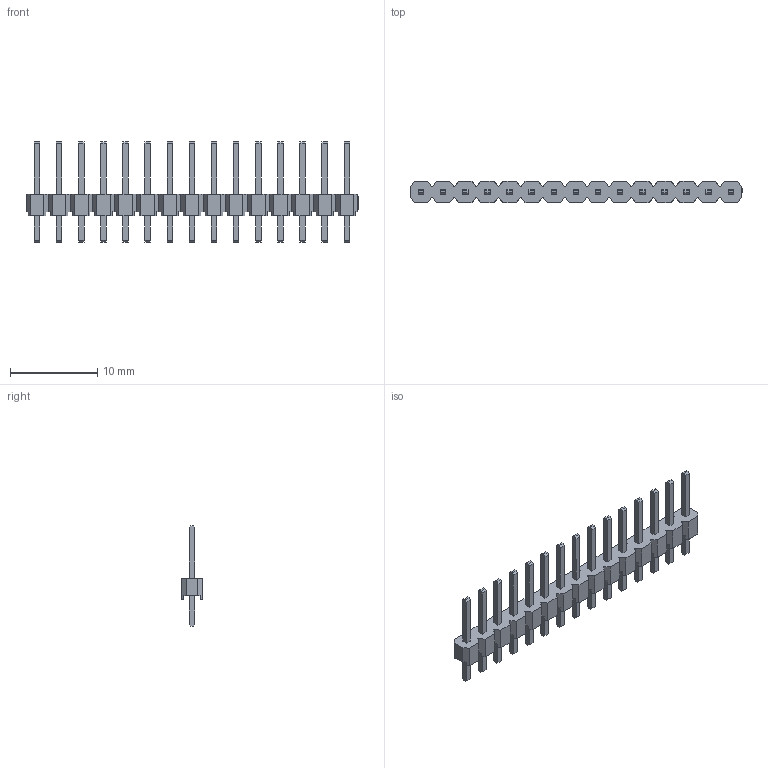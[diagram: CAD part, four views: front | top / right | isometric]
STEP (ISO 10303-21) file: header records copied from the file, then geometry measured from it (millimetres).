
FILE_DESCRIPTION (( 'STEP AP214' ), '1' );
FILE_NAME ('HDR-TH_15P-P2.54-M-LI-1X15P.step', '2022-07-02T11:37:51', ( '' ), ( '' ), 'SwSTEP 2.0', 'SolidWorks 2020', '' );
FILE_SCHEMA (( 'AUTOMOTIVE_DESIGN' ));
Length unit declared in the file: millimetre
Products named in the file (1): HDR-TH_15P-P2.54-M-LI-1X15P
Bounding box: 38.11 x 2.5 x 11.5 mm (x, y, z)
Volume: 236.2 mm3; surface area: 787.5 mm2
Topology: 1 solids, 1 shells, 680 faces, 1866 edges, 1244 vertices
Faces by surface type: plane 566, bspline 114
Entity records: 27111 total; most frequent: CARTESIAN_POINT 6153, ORIENTED_EDGE 3732, DIRECTION 2768, EDGE_CURVE 1866, LINE 1634, VECTOR 1634, VERTEX_POINT 1244, EDGE_LOOP 736
